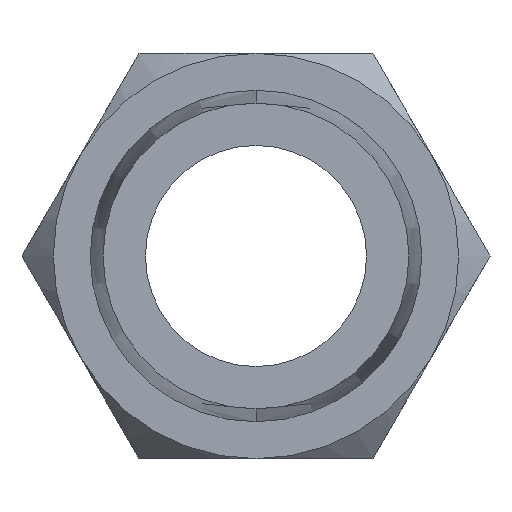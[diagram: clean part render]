
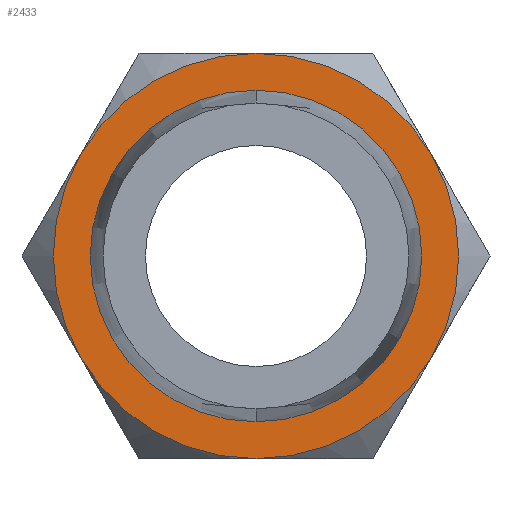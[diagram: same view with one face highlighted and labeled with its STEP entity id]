
A CAD part, left-side view. The second image highlights one B-rep face of the part: STEP entity #2433.
In plain terms, the highlighted planar face has unit normal (-1, 0, 0).
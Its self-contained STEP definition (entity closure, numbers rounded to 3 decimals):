
#72 = CARTESIAN_POINT ( 'NONE',  ( 10., 0., -5.5 ) ) ;
#74 = CARTESIAN_POINT ( 'NONE',  ( 10., 0., 0. ) ) ;
#106 = CARTESIAN_POINT ( 'NONE',  ( 10., -4.763, -2.75 ) ) ;
#141 = CIRCLE ( 'NONE', #5447, 4.5 ) ;
#145 = AXIS2_PLACEMENT_3D ( 'NONE', #1713, #3585, #5471 ) ;
#189 = VERTEX_POINT ( 'NONE', #2642 ) ;
#195 = DIRECTION ( 'NONE',  ( -1., 0., 0. ) ) ;
#263 = AXIS2_PLACEMENT_3D ( 'NONE', #2918, #679, #4791 ) ;
#297 = DIRECTION ( 'NONE',  ( 0., 0., 1. ) ) ;
#317 = EDGE_LOOP ( 'NONE', ( #5674, #771, #1261, #5652, #3322, #664 ) ) ;
#350 = CIRCLE ( 'NONE', #4968, 5.5 ) ;
#378 = VERTEX_POINT ( 'NONE', #5314 ) ;
#486 = AXIS2_PLACEMENT_3D ( 'NONE', #5407, #3066, #297 ) ;
#562 = EDGE_CURVE ( 'NONE', #5584, #378, #2649, .T. ) ;
#564 = DIRECTION ( 'NONE',  ( 0., 0., -1. ) ) ;
#568 = EDGE_CURVE ( 'NONE', #5584, #2543, #5302, .T. ) ;
#664 = ORIENTED_EDGE ( 'NONE', *, *, #4479, .F. ) ;
#679 = DIRECTION ( 'NONE',  ( 1., 0., 0. ) ) ;
#771 = ORIENTED_EDGE ( 'NONE', *, *, #5570, .F. ) ;
#965 = DIRECTION ( 'NONE',  ( 1., 0., 0. ) ) ;
#1074 = VERTEX_POINT ( 'NONE', #106 ) ;
#1243 = DIRECTION ( 'NONE',  ( 0., 0., -1. ) ) ;
#1261 = ORIENTED_EDGE ( 'NONE', *, *, #2234, .F. ) ;
#1345 = ORIENTED_EDGE ( 'NONE', *, *, #3370, .F. ) ;
#1414 = AXIS2_PLACEMENT_3D ( 'NONE', #3055, #5828, #1605 ) ;
#1605 = DIRECTION ( 'NONE',  ( 0., 0., -1. ) ) ;
#1713 = CARTESIAN_POINT ( 'NONE',  ( 10., 0., 0. ) ) ;
#1929 = CIRCLE ( 'NONE', #263, 5.5 ) ;
#1986 = VERTEX_POINT ( 'NONE', #2632 ) ;
#2186 = EDGE_CURVE ( 'NONE', #189, #3445, #141, .T. ) ;
#2234 = EDGE_CURVE ( 'NONE', #2543, #1074, #5939, .T. ) ;
#2433 = ADVANCED_FACE ( 'NONE', ( #3152, #5984 ), #5650, .F. ) ;
#2445 = AXIS2_PLACEMENT_3D ( 'NONE', #4942, #2604, #1243 ) ;
#2534 = DIRECTION ( 'NONE',  ( 0., 0., 1. ) ) ;
#2543 = VERTEX_POINT ( 'NONE', #3883 ) ;
#2604 = DIRECTION ( 'NONE',  ( 1., 0., 0. ) ) ;
#2632 = CARTESIAN_POINT ( 'NONE',  ( 10., 4.763, -2.75 ) ) ;
#2642 = CARTESIAN_POINT ( 'NONE',  ( 10., 0., -4.5 ) ) ;
#2649 = CIRCLE ( 'NONE', #486, 5.5 ) ;
#2902 = AXIS2_PLACEMENT_3D ( 'NONE', #4589, #4528, #3243 ) ;
#2903 = ORIENTED_EDGE ( 'NONE', *, *, #2186, .F. ) ;
#2918 = CARTESIAN_POINT ( 'NONE',  ( 10., 0., 0. ) ) ;
#2956 = EDGE_LOOP ( 'NONE', ( #1345, #2903 ) ) ;
#3037 = CARTESIAN_POINT ( 'NONE',  ( 10., 0., 5.5 ) ) ;
#3055 = CARTESIAN_POINT ( 'NONE',  ( 10., 0., 0. ) ) ;
#3066 = DIRECTION ( 'NONE',  ( -1., 0., 0. ) ) ;
#3152 = FACE_BOUND ( 'NONE', #2956, .T. ) ;
#3242 = CARTESIAN_POINT ( 'NONE',  ( 10., 0., 0. ) ) ;
#3243 = DIRECTION ( 'NONE',  ( 0., 0., -1. ) ) ;
#3322 = ORIENTED_EDGE ( 'NONE', *, *, #562, .T. ) ;
#3370 = EDGE_CURVE ( 'NONE', #3445, #189, #4557, .T. ) ;
#3445 = VERTEX_POINT ( 'NONE', #5104 ) ;
#3585 = DIRECTION ( 'NONE',  ( -1., 0., 0. ) ) ;
#3703 = DIRECTION ( 'NONE',  ( 0., 0., -1. ) ) ;
#3883 = CARTESIAN_POINT ( 'NONE',  ( 10., -4.763, 2.75 ) ) ;
#4004 = CARTESIAN_POINT ( 'NONE',  ( 10., 0., 0. ) ) ;
#4159 = DIRECTION ( 'NONE',  ( 1., 0., 0. ) ) ;
#4468 = VERTEX_POINT ( 'NONE', #72 ) ;
#4479 = EDGE_CURVE ( 'NONE', #1986, #378, #350, .T. ) ;
#4528 = DIRECTION ( 'NONE',  ( 1., 0., 0. ) ) ;
#4557 = CIRCLE ( 'NONE', #145, 4.5 ) ;
#4589 = CARTESIAN_POINT ( 'NONE',  ( 10., 0., 0. ) ) ;
#4658 = AXIS2_PLACEMENT_3D ( 'NONE', #74, #965, #564 ) ;
#4791 = DIRECTION ( 'NONE',  ( 0., 0., -1. ) ) ;
#4942 = CARTESIAN_POINT ( 'NONE',  ( 10., 0., 0. ) ) ;
#4968 = AXIS2_PLACEMENT_3D ( 'NONE', #3242, #4159, #3703 ) ;
#5104 = CARTESIAN_POINT ( 'NONE',  ( 10., 0., 4.5 ) ) ;
#5302 = CIRCLE ( 'NONE', #2445, 5.5 ) ;
#5314 = CARTESIAN_POINT ( 'NONE',  ( 10., 4.763, 2.75 ) ) ;
#5407 = CARTESIAN_POINT ( 'NONE',  ( 10., 0., 0. ) ) ;
#5447 = AXIS2_PLACEMENT_3D ( 'NONE', #4004, #195, #2534 ) ;
#5468 = CIRCLE ( 'NONE', #2902, 5.5 ) ;
#5471 = DIRECTION ( 'NONE',  ( 0., 0., 1. ) ) ;
#5570 = EDGE_CURVE ( 'NONE', #1074, #4468, #5468, .T. ) ;
#5584 = VERTEX_POINT ( 'NONE', #3037 ) ;
#5650 = PLANE ( 'NONE',  #4658 ) ;
#5652 = ORIENTED_EDGE ( 'NONE', *, *, #568, .F. ) ;
#5674 = ORIENTED_EDGE ( 'NONE', *, *, #6063, .F. ) ;
#5828 = DIRECTION ( 'NONE',  ( 1., 0., 0. ) ) ;
#5939 = CIRCLE ( 'NONE', #1414, 5.5 ) ;
#5984 = FACE_OUTER_BOUND ( 'NONE', #317, .T. ) ;
#6063 = EDGE_CURVE ( 'NONE', #4468, #1986, #1929, .T. ) ;
